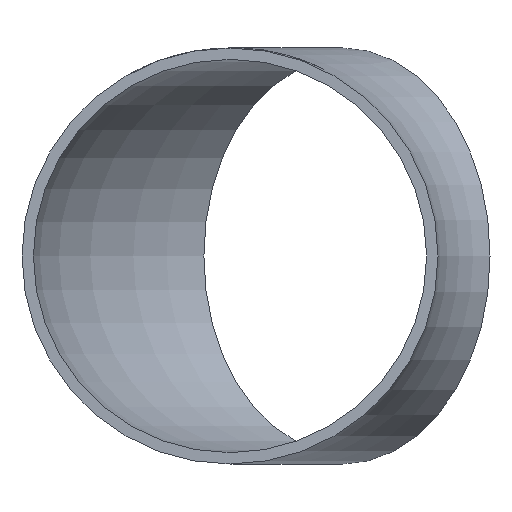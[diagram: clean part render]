
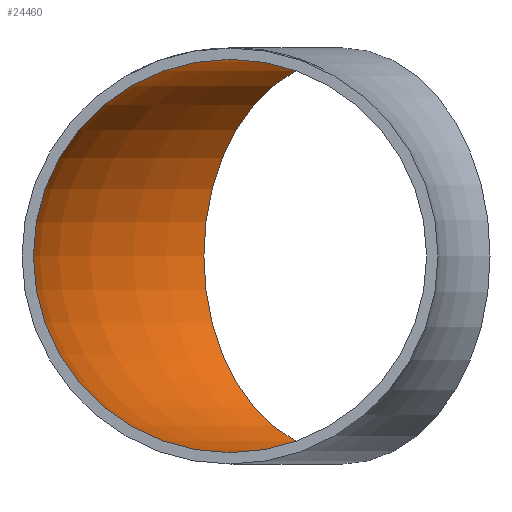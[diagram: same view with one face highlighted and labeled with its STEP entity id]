
A CAD part, front view. The second image highlights one B-rep face of the part: STEP entity #24460.
In plain terms, the highlighted toroidal (fillet/blend) face has major radius 203 mm and minor radius 103.55 mm.
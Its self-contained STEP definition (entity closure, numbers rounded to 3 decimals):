
#3969 = AXIS2_PLACEMENT_3D ( 'NONE', #24795, #7667, #12888 ) ;
#4201 = DIRECTION ( 'NONE',  ( -0.707, 0.707, 0. ) ) ;
#4737 = DIRECTION ( 'NONE',  ( 0., 0., -1. ) ) ;
#4992 = AXIS2_PLACEMENT_3D ( 'NONE', #24086, #4737, #9334 ) ;
#5014 = AXIS2_PLACEMENT_3D ( 'NONE', #18638, #20868, #4201 ) ;
#5871 = EDGE_LOOP ( 'NONE', ( #23808 ) ) ;
#7125 = FACE_OUTER_BOUND ( 'NONE', #29972, .T. ) ;
#7667 = DIRECTION ( 'NONE',  ( 0., 1., 0. ) ) ;
#9334 = DIRECTION ( 'NONE',  ( -1., 0., 0. ) ) ;
#12888 = DIRECTION ( 'NONE',  ( 0., 0., 1. ) ) ;
#15286 = ORIENTED_EDGE ( 'NONE', *, *, #29166, .T. ) ;
#16956 = FACE_OUTER_BOUND ( 'NONE', #5871, .T. ) ;
#18638 = CARTESIAN_POINT ( 'NONE',  ( -143.543, 143.543, 0. ) ) ;
#19153 = CARTESIAN_POINT ( 'NONE',  ( -203., 0., 103.55 ) ) ;
#20868 = DIRECTION ( 'NONE',  ( 0.707, 0.707, 0. ) ) ;
#21219 = VERTEX_POINT ( 'NONE', #19153 ) ;
#23808 = ORIENTED_EDGE ( 'NONE', *, *, #27785, .F. ) ;
#24086 = CARTESIAN_POINT ( 'NONE',  ( 0., 0., 0. ) ) ;
#24260 = CIRCLE ( 'NONE', #5014, 103.55 ) ;
#24460 = ADVANCED_FACE ( 'NONE', ( #7125, #16956 ), #30830, .F. ) ;
#24795 = CARTESIAN_POINT ( 'NONE',  ( -203., 0., 0. ) ) ;
#26443 = VERTEX_POINT ( 'NONE', #30899 ) ;
#27785 = EDGE_CURVE ( 'NONE', #21219, #21219, #31301, .T. ) ;
#29166 = EDGE_CURVE ( 'NONE', #26443, #26443, #24260, .T. ) ;
#29972 = EDGE_LOOP ( 'NONE', ( #15286 ) ) ;
#30830 = TOROIDAL_SURFACE ( 'NONE', #4992, 203., 103.55 ) ;
#30899 = CARTESIAN_POINT ( 'NONE',  ( -216.764, 216.764, 0. ) ) ;
#31301 = CIRCLE ( 'NONE', #3969, 103.55 ) ;
